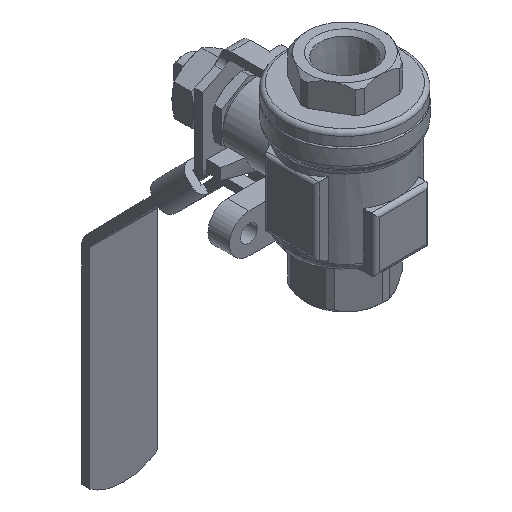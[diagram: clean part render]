
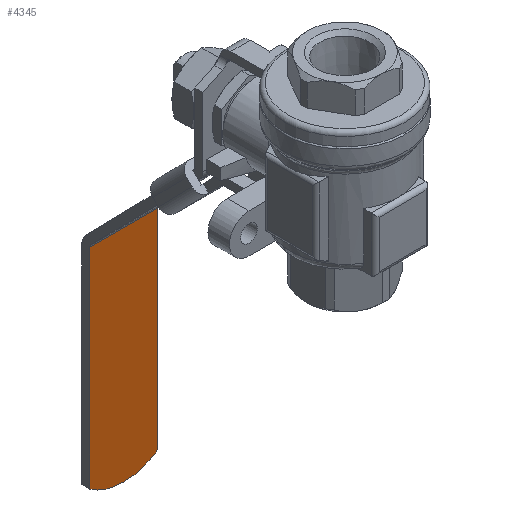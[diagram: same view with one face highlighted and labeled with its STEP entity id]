
A CAD part, isometric view. The second image highlights one B-rep face of the part: STEP entity #4345.
In plain terms, the highlighted planar face has unit normal (0, -1, 0).
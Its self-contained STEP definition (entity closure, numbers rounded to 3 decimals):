
#314=CIRCLE('',#4667,15.);
#647=ORIENTED_EDGE('',*,*,#1909,.F.);
#648=ORIENTED_EDGE('',*,*,#1853,.F.);
#649=ORIENTED_EDGE('',*,*,#1910,.T.);
#650=ORIENTED_EDGE('',*,*,#1863,.T.);
#1853=EDGE_CURVE('',#2470,#2471,#2858,.T.);
#1863=EDGE_CURVE('',#2479,#2478,#2866,.T.);
#1909=EDGE_CURVE('',#2471,#2478,#314,.T.);
#1910=EDGE_CURVE('',#2470,#2479,#2893,.T.);
#2470=VERTEX_POINT('',#6633);
#2471=VERTEX_POINT('',#6635);
#2478=VERTEX_POINT('',#6652);
#2479=VERTEX_POINT('',#6654);
#2858=LINE('',#6634,#3235);
#2866=LINE('',#6653,#3243);
#2893=LINE('',#6759,#3270);
#3235=VECTOR('',#5201,1000.);
#3243=VECTOR('',#5215,1000.);
#3270=VECTOR('',#5290,1000.);
#3569=EDGE_LOOP('',(#647,#648,#649,#650));
#3877=FACE_BOUND('',#3569,.T.);
#4163=PLANE('',#4666);
#4345=ADVANCED_FACE('',(#3877),#4163,.F.);
#4666=AXIS2_PLACEMENT_3D('',#6757,#5286,#5287);
#4667=AXIS2_PLACEMENT_3D('',#6758,#5288,#5289);
#5201=DIRECTION('',(0.,0.,-1.));
#5215=DIRECTION('',(0.,0.,-1.));
#5286=DIRECTION('',(0.,1.,0.));
#5287=DIRECTION('',(0.,0.,1.));
#5288=DIRECTION('',(0.,1.,0.));
#5289=DIRECTION('',(1.,0.,0.));
#5290=DIRECTION('',(-1.,0.,0.));
#6633=CARTESIAN_POINT('',(8.7,56.5,-41.723));
#6634=CARTESIAN_POINT('',(8.7,56.5,-41.315));
#6635=CARTESIAN_POINT('',(8.7,56.5,-95.219));
#6652=CARTESIAN_POINT('',(-8.7,56.5,-95.219));
#6653=CARTESIAN_POINT('',(-8.7,56.5,-41.315));
#6654=CARTESIAN_POINT('',(-8.7,56.5,-41.723));
#6757=CARTESIAN_POINT('',(8.7,56.5,-41.315));
#6758=CARTESIAN_POINT('',(0.,56.5,-83.));
#6759=CARTESIAN_POINT('',(8.7,56.5,-41.723));
